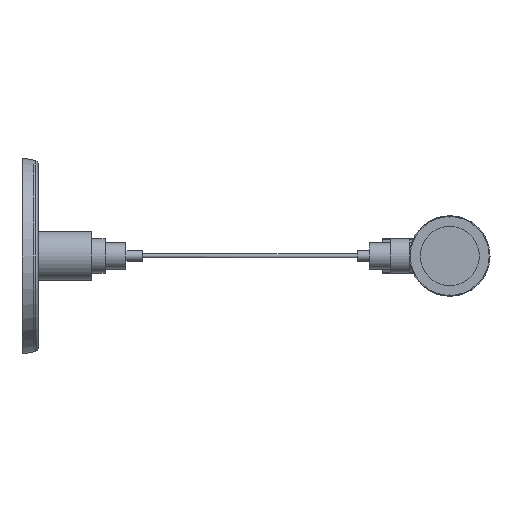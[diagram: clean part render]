
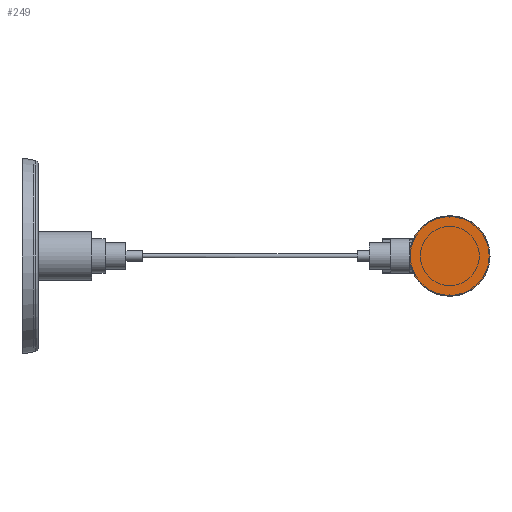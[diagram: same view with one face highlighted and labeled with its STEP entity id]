
A CAD part, left-side view. The second image highlights one B-rep face of the part: STEP entity #249.
In plain terms, the highlighted planar face has unit normal (-1, 0, 0).
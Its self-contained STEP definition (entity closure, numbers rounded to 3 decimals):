
#249 = ADVANCED_FACE ( 'NONE', ( #7025 ), #3252, .F. ) ;
#613 = AXIS2_PLACEMENT_3D ( 'NONE', #6899, #6892, #6878 ) ;
#2069 = VERTEX_POINT ( 'NONE', #6207 ) ;
#2234 = EDGE_CURVE ( 'NONE', #2069, #2069, #3249, .T. ) ;
#3192 = DIRECTION ( 'NONE',  ( 0., 0., 1. ) ) ;
#3203 = DIRECTION ( 'NONE',  ( 1., 0., 0. ) ) ;
#3249 = CIRCLE ( 'NONE', #613, 15. ) ;
#3252 = PLANE ( 'NONE',  #4006 ) ;
#3425 = ORIENTED_EDGE ( 'NONE', *, *, #2234, .F. ) ;
#3565 = EDGE_LOOP ( 'NONE', ( #3425 ) ) ;
#3673 = CARTESIAN_POINT ( 'NONE',  ( -565.313, -50.349, 1.124 ) ) ;
#4006 = AXIS2_PLACEMENT_3D ( 'NONE', #3673, #3203, #3192 ) ;
#6207 = CARTESIAN_POINT ( 'NONE',  ( -565.313, -50.349, 16.124 ) ) ;
#6878 = DIRECTION ( 'NONE',  ( 0., 0., 1. ) ) ;
#6892 = DIRECTION ( 'NONE',  ( 1., 0., 0. ) ) ;
#6899 = CARTESIAN_POINT ( 'NONE',  ( -565.313, -50.349, 1.124 ) ) ;
#7025 = FACE_OUTER_BOUND ( 'NONE', #3565, .T. ) ;
